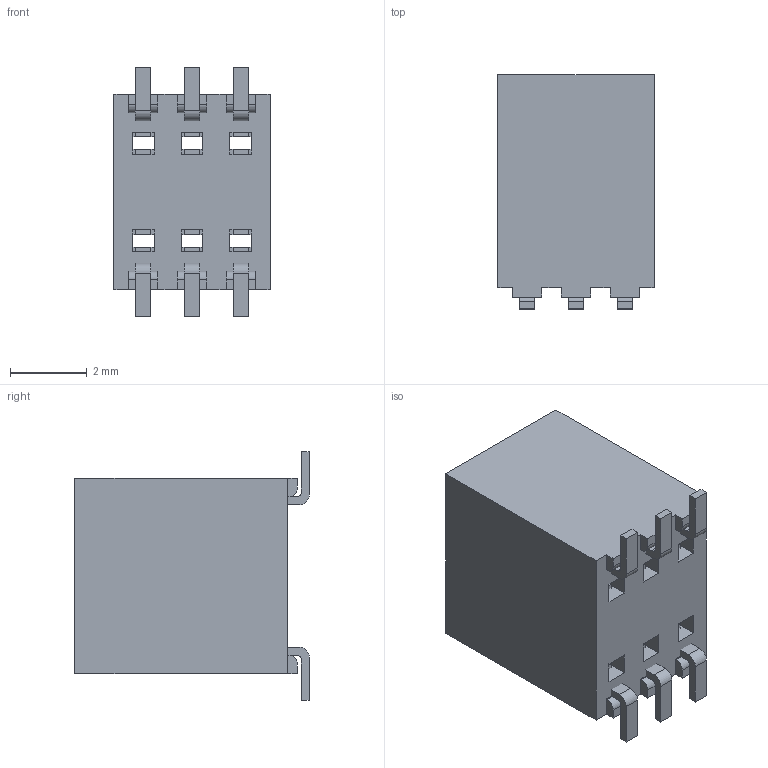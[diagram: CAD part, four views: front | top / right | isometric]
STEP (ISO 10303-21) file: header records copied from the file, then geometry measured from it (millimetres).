
FILE_DESCRIPTION( ( 'STEP AP214' ), ' ' );
FILE_NAME( 'RSM-103-02-L-D.stp', '2017-04-13T11:16:20', ( '' ), ( '' ), ' ', 'PARTsolutions', ' ' );
FILE_SCHEMA( ( 'AUTOMOTIVE_DESIGN { 1 0 10303 214 1 1 1 1 }' ) );
Length unit declared in the file: inch
Products named in the file (3): RSM-103-02-L-D; _RSM-103-02-D_socket; _C-64-02-03-D
Assembly tree (2 placements, depth 2):
  RSM-103-02-L-D
    _RSM-103-02-D_socket
    _C-64-02-03-D
Bounding box: 4.06 x 6.1 x 6.48 mm (x, y, z)
Volume: 159.6 mm3; surface area: 371.6 mm2
Topology: 2 solids, 2 shells, 192 faces, 558 edges, 364 vertices
Faces by surface type: plane 174, cylinder 18
Entity records: 4250 total; most frequent: ORIENTED_EDGE 1116, CARTESIAN_POINT 607, EDGE_CURVE 558, LINE 372, VERTEX_POINT 364, EDGE_LOOP 210, STYLED_ITEM 192, ADVANCED_FACE 192
